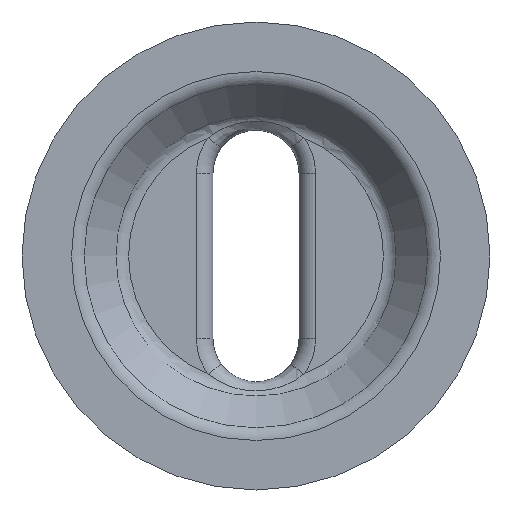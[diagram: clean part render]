
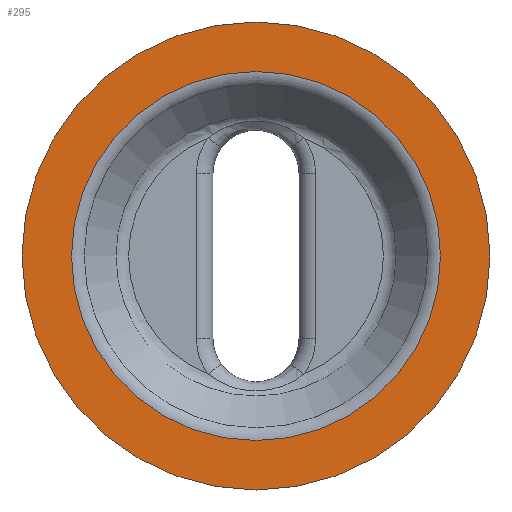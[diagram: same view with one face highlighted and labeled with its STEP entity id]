
A CAD part, front view. The second image highlights one B-rep face of the part: STEP entity #295.
In plain terms, the highlighted planar face has unit normal (0, -1, 0).
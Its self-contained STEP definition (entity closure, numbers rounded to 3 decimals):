
#27=FACE_BOUND('',#83,.T.);
#29=PLANE('',#333);
#62=FACE_OUTER_BOUND('',#82,.T.);
#82=EDGE_LOOP('',(#207));
#83=EDGE_LOOP('',(#208));
#102=CIRCLE('',#328,11.15);
#106=CIRCLE('',#334,14.142);
#129=VERTEX_POINT('',#478);
#132=VERTEX_POINT('',#488);
#155=EDGE_CURVE('',#129,#129,#102,.T.);
#160=EDGE_CURVE('',#132,#132,#106,.T.);
#207=ORIENTED_EDGE('',*,*,#160,.F.);
#208=ORIENTED_EDGE('',*,*,#155,.F.);
#295=ADVANCED_FACE('',(#62,#27),#29,.T.);
#328=AXIS2_PLACEMENT_3D('',#479,#376,#377);
#333=AXIS2_PLACEMENT_3D('',#487,#387,#388);
#334=AXIS2_PLACEMENT_3D('',#489,#389,#390);
#376=DIRECTION('center_axis',(0.,-1.,0.));
#377=DIRECTION('ref_axis',(0.,0.,-1.));
#387=DIRECTION('center_axis',(0.,-1.,0.));
#388=DIRECTION('ref_axis',(0.,0.,-1.));
#389=DIRECTION('center_axis',(0.,1.,0.));
#390=DIRECTION('ref_axis',(1.,0.,0.));
#478=CARTESIAN_POINT('',(0.,-5.4,-11.15));
#479=CARTESIAN_POINT('Origin',(0.,-5.4,0.));
#487=CARTESIAN_POINT('Origin',(0.,-5.4,14.142));
#488=CARTESIAN_POINT('',(-14.142,-5.4,0.));
#489=CARTESIAN_POINT('Origin',(0.,-5.4,0.));
